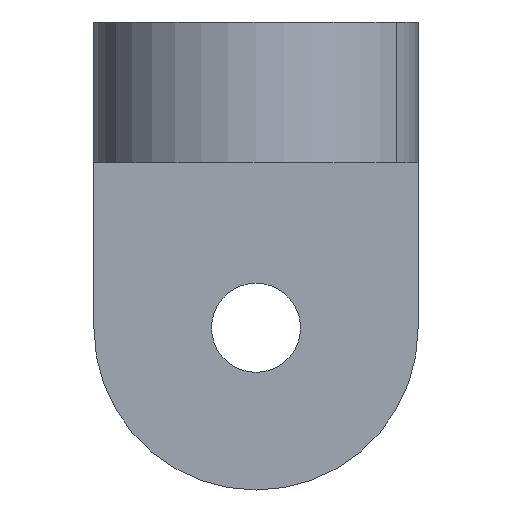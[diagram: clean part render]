
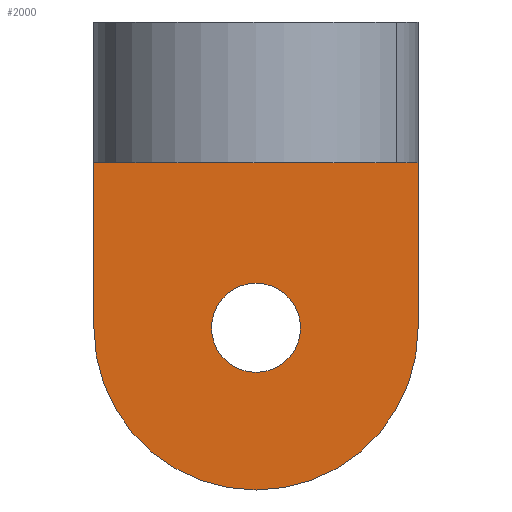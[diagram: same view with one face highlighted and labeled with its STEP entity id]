
A CAD part, left-side view. The second image highlights one B-rep face of the part: STEP entity #2000.
In plain terms, the highlighted planar face has unit normal (-1, 0, 0).
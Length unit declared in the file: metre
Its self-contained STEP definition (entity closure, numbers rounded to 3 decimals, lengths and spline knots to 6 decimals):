
#75=CIRCLE('',#2137,0.011285);
#76=CIRCLE('',#2139,0.0031);
#294=ORIENTED_EDGE('',*,*,#861,.F.);
#295=ORIENTED_EDGE('',*,*,#813,.T.);
#296=ORIENTED_EDGE('',*,*,#862,.T.);
#297=ORIENTED_EDGE('',*,*,#833,.F.);
#298=ORIENTED_EDGE('',*,*,#860,.T.);
#813=EDGE_CURVE('',#1113,#1111,#1293,.T.);
#833=EDGE_CURVE('',#1130,#1122,#1313,.T.);
#860=EDGE_CURVE('',#1130,#1113,#75,.T.);
#861=EDGE_CURVE('',#1145,#1145,#76,.T.);
#862=EDGE_CURVE('',#1111,#1122,#1319,.T.);
#1111=VERTEX_POINT('',#2850);
#1113=VERTEX_POINT('',#2853);
#1122=VERTEX_POINT('',#2873);
#1130=VERTEX_POINT('',#2890);
#1145=VERTEX_POINT('',#3080);
#1293=LINE('',#2852,#1504);
#1313=LINE('',#2891,#1524);
#1319=LINE('',#3081,#1530);
#1504=VECTOR('',#2293,1.);
#1524=VECTOR('',#2315,1.);
#1530=VECTOR('',#2371,1.);
#1691=EDGE_LOOP('',(#294));
#1692=EDGE_LOOP('',(#295,#296,#297,#298));
#1818=FACE_BOUND('',#1691,.T.);
#1819=FACE_BOUND('',#1692,.T.);
#1925=PLANE('',#2138);
#2000=ADVANCED_FACE('',(#1818,#1819),#1925,.T.);
#2137=AXIS2_PLACEMENT_3D('',#3077,#2365,#2366);
#2138=AXIS2_PLACEMENT_3D('',#3078,#2367,#2368);
#2139=AXIS2_PLACEMENT_3D('',#3079,#2369,#2370);
#2293=DIRECTION('',(0.,0.,1.));
#2315=DIRECTION('',(0.,0.,1.));
#2365=DIRECTION('',(-1.,0.,0.));
#2366=DIRECTION('',(0.,0.,1.));
#2367=DIRECTION('',(-1.,0.,0.));
#2368=DIRECTION('',(0.,-1.,0.));
#2369=DIRECTION('',(-1.,0.,0.));
#2370=DIRECTION('',(0.,0.,1.));
#2371=DIRECTION('',(0.,1.,0.));
#2850=CARTESIAN_POINT('',(-0.034,-0.011285,0.0002));
#2852=CARTESIAN_POINT('',(-0.034,-0.011285,0.));
#2853=CARTESIAN_POINT('',(-0.034,-0.011285,-0.011285));
#2873=CARTESIAN_POINT('',(-0.034,0.011285,0.0002));
#2890=CARTESIAN_POINT('',(-0.034,0.011285,-0.011285));
#2891=CARTESIAN_POINT('',(-0.034,0.011285,0.));
#3077=CARTESIAN_POINT('',(-0.034,0.,-0.011285));
#3078=CARTESIAN_POINT('',(-0.034,0.002337,-0.011285));
#3079=CARTESIAN_POINT('',(-0.034,0.,-0.011285));
#3080=CARTESIAN_POINT('',(-0.034,0.,-0.008185));
#3081=CARTESIAN_POINT('',(-0.034,0.000001,0.0002));
